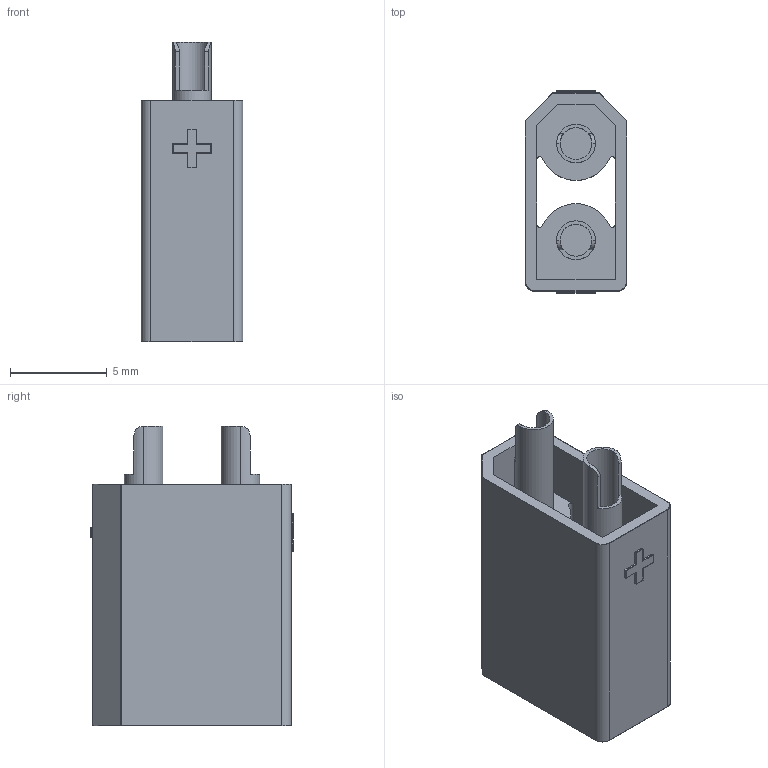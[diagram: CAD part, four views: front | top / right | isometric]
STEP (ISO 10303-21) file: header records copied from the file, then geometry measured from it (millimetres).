
FILE_DESCRIPTION (( 'STEP AP214' ), '1' );
FILE_NAME ('XT30.STEP', '2024-12-29T05:45:03', ( '' ), ( '' ), 'SwSTEP 2.0', 'SolidWorks 2023', '' );
FILE_SCHEMA (( 'AUTOMOTIVE_DESIGN' ));
Length unit declared in the file: inch
Products named in the file (2): XT30; XT30_Stecker
Assembly tree (1 placements, depth 2):
  XT30
    XT30_Stecker
Bounding box: 5.25 x 10.45 x 15.5 mm (x, y, z)
Volume: 292.1 mm3; surface area: 975.6 mm2
Topology: 1 solids, 1 shells, 178 faces, 434 edges, 248 vertices
Faces by surface type: cylinder 84, plane 56, bspline 30, torus 8
Entity records: 5873 total; most frequent: CARTESIAN_POINT 1870, ORIENTED_EDGE 836, DIRECTION 828, EDGE_CURVE 418, AXIS2_PLACEMENT_3D 304, VERTEX_POINT 248, VECTOR 220, LINE 220
